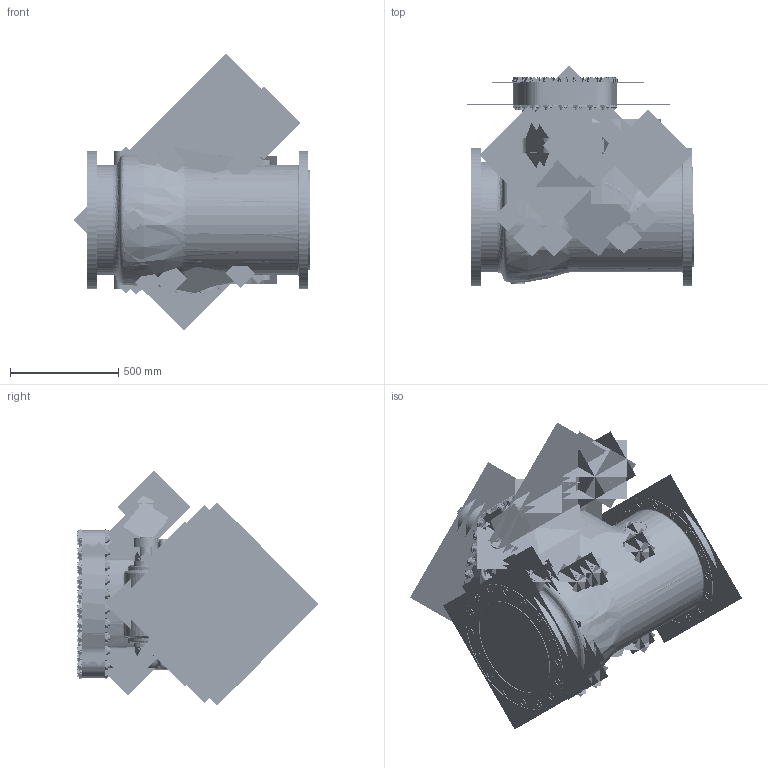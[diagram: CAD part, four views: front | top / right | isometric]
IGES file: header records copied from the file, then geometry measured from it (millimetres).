
Start section:  PTC IGES file: swing_check_valve_80007-flxfl-c_asm.igs
Global section: file name: swing_check_valve_80007-flxfl-c_asm.igs; native system: Creo Parametric by Parametric Technology Corporation; preprocessor: 2013050; author: HAPPY; organization: Unknown; date: 20161221.164749; units: inch
Bounding box: 1090.02 x 1164.51 x 1278.74 mm (x, y, z)
Volume: 111733649.7 mm3; surface area: 47606739.2 mm2
Topology: 82 solids, 82 shells, 5006 faces, 24886 edges, 31512 vertices
Faces by surface type: revolution 3242, bspline 1764
